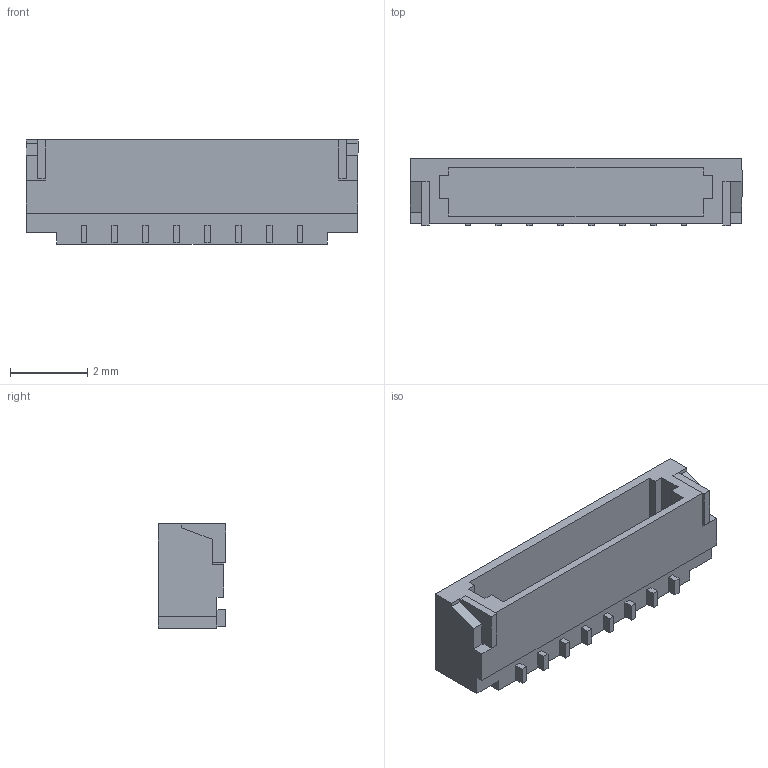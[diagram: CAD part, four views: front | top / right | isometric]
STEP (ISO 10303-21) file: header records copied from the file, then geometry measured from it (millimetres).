
FILE_DESCRIPTION (( 'STEP AP214' ), '1' );
FILE_NAME ('JST SM08B-SURS-TF.STEP', '2015-11-28T23:02:45', ( '' ), ( '' ), 'SwSTEP 2.0', 'SolidWorks 2015', '' );
FILE_SCHEMA (( 'AUTOMOTIVE_DESIGN' ));
Length unit declared in the file: millimetre
Products named in the file (1): JST SM08B-SURS-TF
Bounding box: 8.6 x 1.75 x 2.7 mm (x, y, z)
Volume: 22.8 mm3; surface area: 114.5 mm2
Topology: 1 solids, 1 shells, 85 faces, 218 edges, 144 vertices
Faces by surface type: plane 85
Entity records: 3489 total; most frequent: CARTESIAN_POINT 448, ORIENTED_EDGE 436, DIRECTION 390, EDGE_CURVE 218, VECTOR 218, LINE 218, VERTEX_POINT 144, EDGE_LOOP 94
